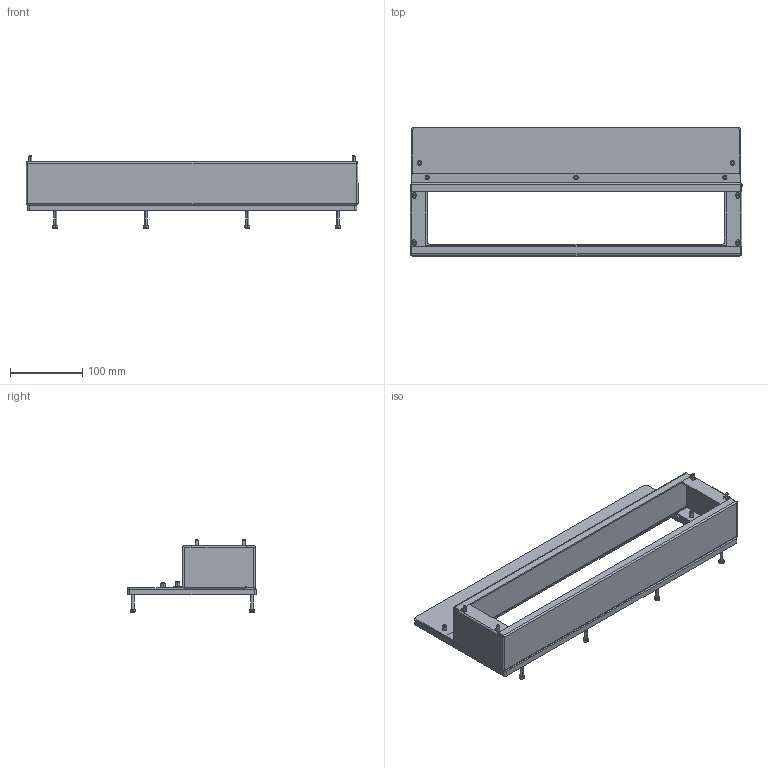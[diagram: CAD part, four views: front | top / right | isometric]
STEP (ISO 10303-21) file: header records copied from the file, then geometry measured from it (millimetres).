
FILE_DESCRIPTION (( 'STEP AP214' ), '1' );
FILE_NAME ('INGUN_115775.STEP', '2024-10-10T10:40:37', ( '' ), ( '' ), 'SwSTEP 2.0', 'SolidWorks 2021', '' );
FILE_SCHEMA (( 'AUTOMOTIVE_DESIGN' ));
Length unit declared in the file: millimetre
Products named in the file (8): DIN912~n_M04,0x025; 115776~0_S; DIN912~n_M04,0x012; 115670~2_S; 115671~0_S; DIN7991~n_M04,0x010 VA; INGUN_115775; DIN912~n_M04,0x010
Assembly tree (24 placements, depth 2):
  INGUN_115775
    115776~0_S
    115670~2_S
    115671~0_S
    DIN912~n_M04,0x010  x4
    DIN912~n_M04,0x012  x6
    DIN7991~n_M04,0x010 VA  x3
    DIN912~n_M04,0x025  x8
Bounding box: 458 x 178 x 100 mm (x, y, z)
Volume: 436035.8 mm3; surface area: 333942.2 mm2
Topology: 24 solids, 24 shells, 875 faces, 2148 edges, 1375 vertices
Faces by surface type: cylinder 555, plane 230, cone 90
Entity records: 12350 total; most frequent: DIRECTION 2196, CARTESIAN_POINT 1953, ORIENTED_EDGE 1890, EDGE_CURVE 945, AXIS2_PLACEMENT_3D 840, VERTEX_POINT 597, VECTOR 516, LINE 516
